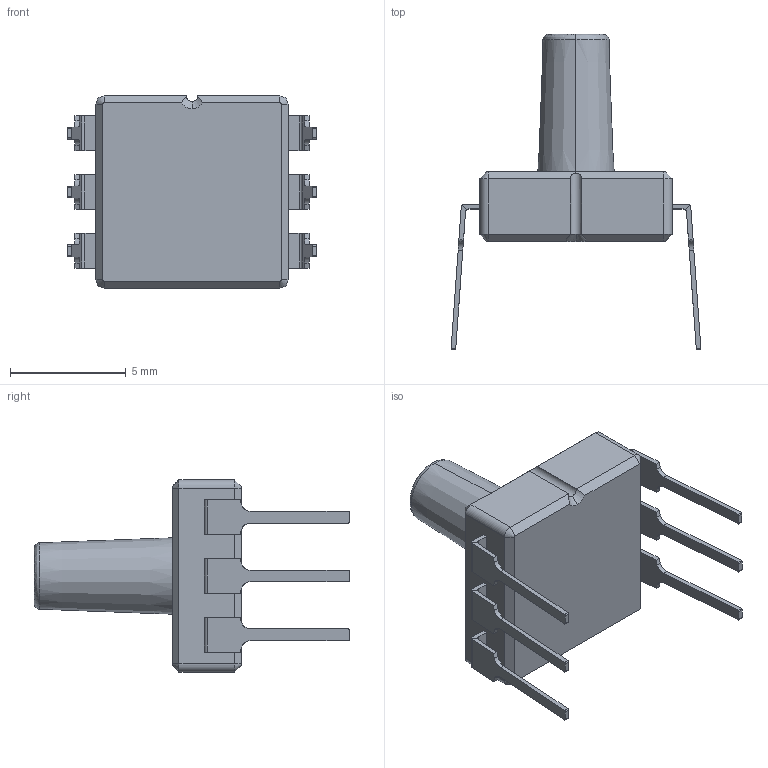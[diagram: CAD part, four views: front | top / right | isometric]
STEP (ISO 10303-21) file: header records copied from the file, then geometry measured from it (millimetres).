
FILE_DESCRIPTION (( 'STEP AP214' ), '1' );
FILE_NAME ('Äåòàëü1.STEP', '2020-01-24T13:13:21', ( '' ), ( '' ), 'SwSTEP 2.0', 'SolidWorks 2020', '' );
FILE_SCHEMA (( 'AUTOMOTIVE_DESIGN' ));
Length unit declared in the file: millimetre
Products named in the file (1): 櫻蠉錪1
Bounding box: 10.8 x 13.63 x 8.3 mm (x, y, z)
Volume: 231.1 mm3; surface area: 411.1 mm2
Topology: 1 solids, 1 shells, 187 faces, 477 edges, 306 vertices
Faces by surface type: plane 102, cylinder 55, torus 14, cone 14, bspline 2
Entity records: 7775 total; most frequent: CARTESIAN_POINT 1256, DIRECTION 1016, ORIENTED_EDGE 954, EDGE_CURVE 477, AXIS2_PLACEMENT_3D 362, VERTEX_POINT 306, LINE 292, VECTOR 292
